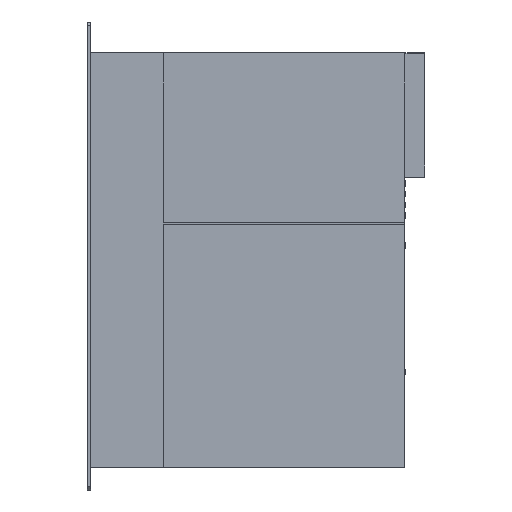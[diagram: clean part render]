
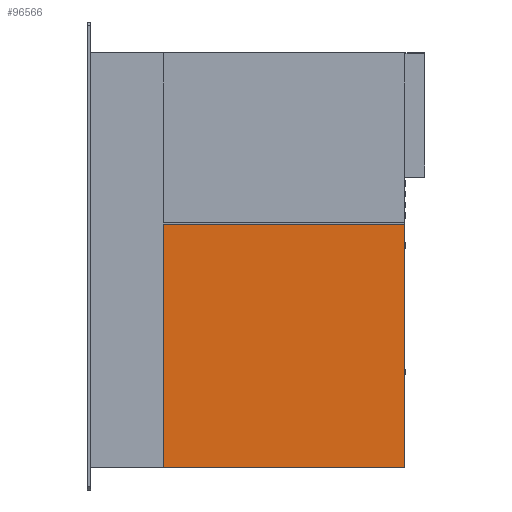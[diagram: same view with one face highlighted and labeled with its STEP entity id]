
A CAD part, front view. The second image highlights one B-rep face of the part: STEP entity #96566.
In plain terms, the highlighted face is planar.
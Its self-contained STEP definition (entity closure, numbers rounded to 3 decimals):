
#539 = EDGE_CURVE ( 'NONE', #144213, #136684, #101595, .T. ) ;
#11460 = FACE_OUTER_BOUND ( 'NONE', #161586, .T. ) ;
#13379 = VECTOR ( 'NONE', #37084, 1000. ) ;
#14221 = VERTEX_POINT ( 'NONE', #39371 ) ;
#14679 = DIRECTION ( 'NONE',  ( 0., 1., 0. ) ) ;
#16292 = CARTESIAN_POINT ( 'NONE',  ( 0., 0., 0. ) ) ;
#16858 = CARTESIAN_POINT ( 'NONE',  ( 0., 0., 138. ) ) ;
#26392 = CARTESIAN_POINT ( 'NONE',  ( 0., 136.5, 138. ) ) ;
#29161 = DIRECTION ( 'NONE',  ( 0., 1., 0. ) ) ;
#37084 = DIRECTION ( 'NONE',  ( 0., 0., 1. ) ) ;
#39371 = CARTESIAN_POINT ( 'NONE',  ( 0., 0., 138. ) ) ;
#40078 = CARTESIAN_POINT ( 'NONE',  ( 0., 136.5, 138. ) ) ;
#44652 = EDGE_CURVE ( 'NONE', #14221, #144213, #55809, .T. ) ;
#49209 = PLANE ( 'NONE',  #67886 ) ;
#49417 = LINE ( 'NONE', #26392, #13379 ) ;
#55809 = LINE ( 'NONE', #69728, #113968 ) ;
#60506 = VECTOR ( 'NONE', #29161, 1000. ) ;
#60839 = CARTESIAN_POINT ( 'NONE',  ( 0., 136.5, 0. ) ) ;
#67886 = AXIS2_PLACEMENT_3D ( 'NONE', #75405, #124614, #160741 ) ;
#69728 = CARTESIAN_POINT ( 'NONE',  ( 0., 0., 138. ) ) ;
#75405 = CARTESIAN_POINT ( 'NONE',  ( 0., 0., 0. ) ) ;
#96566 = ADVANCED_FACE ( 'NONE', ( #11460 ), #49209, .T. ) ;
#101595 = LINE ( 'NONE', #16292, #114052 ) ;
#104543 = ORIENTED_EDGE ( 'NONE', *, *, #539, .F. ) ;
#113968 = VECTOR ( 'NONE', #119738, 1000. ) ;
#114052 = VECTOR ( 'NONE', #14679, 1000. ) ;
#119738 = DIRECTION ( 'NONE',  ( 0., 0., -1. ) ) ;
#124614 = DIRECTION ( 'NONE',  ( -1., 0., 0. ) ) ;
#129658 = EDGE_CURVE ( 'NONE', #136684, #158029, #49417, .T. ) ;
#134529 = ORIENTED_EDGE ( 'NONE', *, *, #140092, .T. ) ;
#136684 = VERTEX_POINT ( 'NONE', #60839 ) ;
#140092 = EDGE_CURVE ( 'NONE', #14221, #158029, #143936, .T. ) ;
#143936 = LINE ( 'NONE', #16858, #60506 ) ;
#144213 = VERTEX_POINT ( 'NONE', #160303 ) ;
#148492 = ORIENTED_EDGE ( 'NONE', *, *, #129658, .F. ) ;
#154823 = ORIENTED_EDGE ( 'NONE', *, *, #44652, .F. ) ;
#158029 = VERTEX_POINT ( 'NONE', #40078 ) ;
#160303 = CARTESIAN_POINT ( 'NONE',  ( 0., 0., 0. ) ) ;
#160741 = DIRECTION ( 'NONE',  ( 0., 1., 0. ) ) ;
#161586 = EDGE_LOOP ( 'NONE', ( #154823, #134529, #148492, #104543 ) ) ;
